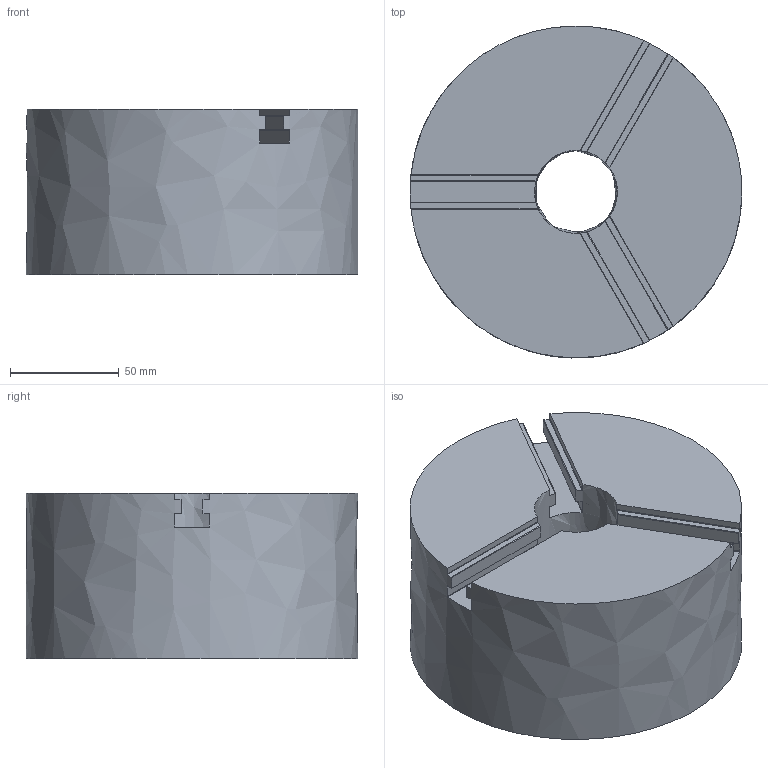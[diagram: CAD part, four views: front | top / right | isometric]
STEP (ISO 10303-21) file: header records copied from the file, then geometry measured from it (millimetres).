
FILE_DESCRIPTION((''),'2;1');
FILE_NAME('NC_SECT.stp', '2000-08-23T10:33:48',('User'),('SDRC'),'I-DEAS Master Series 8','UNIX', 'Yes');
FILE_SCHEMA(('CONFIG_CONTROL_DESIGN'));
Length unit declared in the file: millimetre
Bounding box: 152.4 x 152.39 x 76.2 mm (x, y, z)
Volume: 1276945.2 mm3; surface area: 86215.3 mm2
Topology: 1 solids, 1 shells, 66 faces, 196 edges, 133 vertices
Faces by surface type: bspline 66
Entity records: 2349 total; most frequent: CARTESIAN_POINT 1134, ORIENTED_EDGE 390, EDGE_CURVE 195, VERTEX_POINT 130, B_SPLINE_CURVE_WITH_KNOTS 118, EDGE_LOOP 67, FACE_OUTER_BOUND 66, ADVANCED_FACE 66
